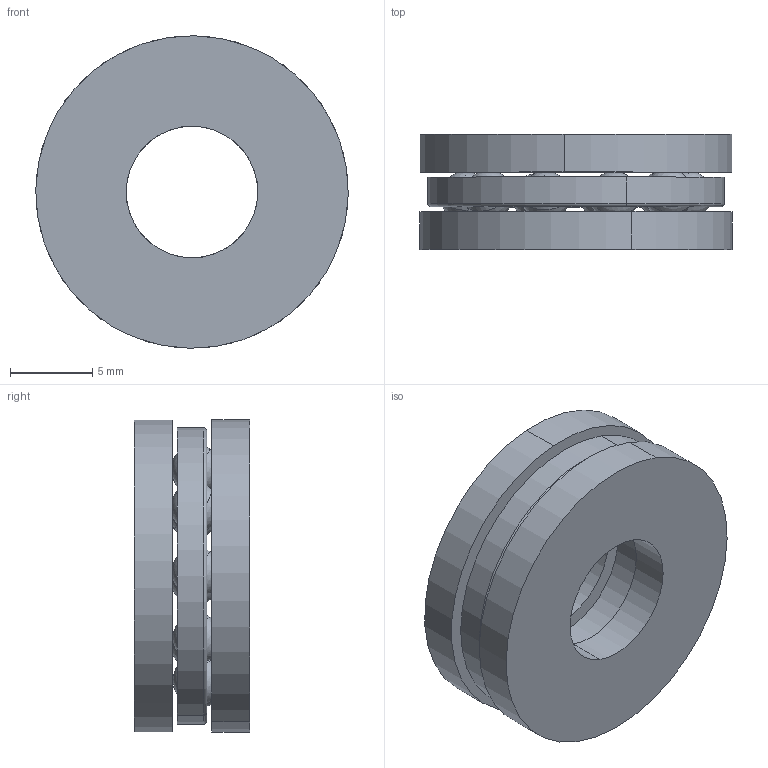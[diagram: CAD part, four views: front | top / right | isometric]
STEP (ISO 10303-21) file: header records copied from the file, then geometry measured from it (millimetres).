
FILE_DESCRIPTION (( 'STEP AP214' ), '1' );
FILE_NAME ('B953 Ïîäøèïíèê óïîðíûé 8 - 19 - 7 ìì.STEP', '2026-03-18T11:00:36', ( '' ), ( '' ), 'SwSTEP 2.0', 'SolidWorks 2026', '' );
FILE_SCHEMA (( 'AUTOMOTIVE_DESIGN' ));
Length unit declared in the file: millimetre
Products named in the file (4): B953 Первая часть_00; B953 Внутренняя часть_00; B953 Шарик_00; B953 Подшипник упорный 8 - 19 - 7 мм
Assembly tree (13 placements, depth 2):
  B953 Подшипник упорный 8 - 19 - 7 мм
    B953 Шарик_00  x10
    B953 Первая часть_00  x2
    B953 Внутренняя часть_00
Bounding box: 19 x 7 x 19 mm (x, y, z)
Volume: 1239.5 mm3; surface area: 2237.6 mm2
Topology: 13 solids, 13 shells, 86 faces, 222 edges, 148 vertices
Faces by surface type: cylinder 44, sphere 20, plane 12, torus 10
Entity records: 1789 total; most frequent: DIRECTION 344, CARTESIAN_POINT 270, ORIENTED_EDGE 244, AXIS2_PLACEMENT_3D 154, EDGE_CURVE 122, CIRCLE 86, EDGE_LOOP 80, VERTEX_POINT 80
